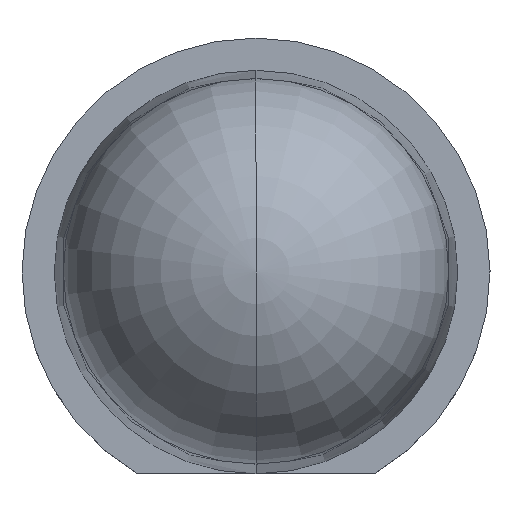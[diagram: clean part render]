
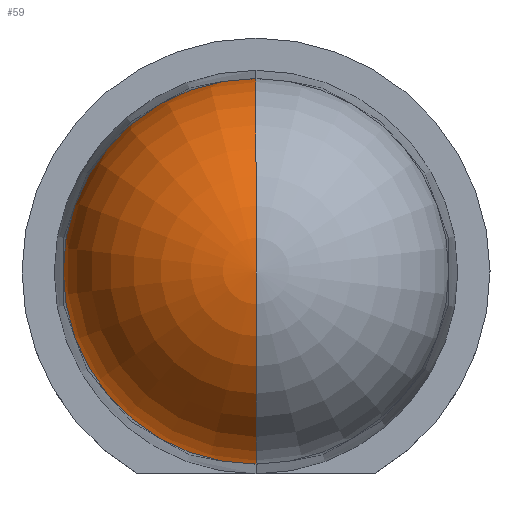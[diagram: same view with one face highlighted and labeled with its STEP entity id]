
A CAD part, top view. The second image highlights one B-rep face of the part: STEP entity #59.
In plain terms, the highlighted toroidal (fillet/blend) face has major radius 0.023 mm and minor radius 2.413 mm.
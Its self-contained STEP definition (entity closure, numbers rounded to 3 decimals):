
#59 = ADVANCED_FACE ( 'NONE', ( #293 ), #987, .T. ) ;
#170 = CARTESIAN_POINT ( 'NONE',  ( 0., -0.023, 6.188 ) ) ;
#173 = VERTEX_POINT ( 'NONE', #912 ) ;
#283 = DIRECTION ( 'NONE',  ( 0., 0., -1. ) ) ;
#291 = EDGE_CURVE ( 'NONE', #173, #339, #989, .T. ) ;
#293 = FACE_OUTER_BOUND ( 'NONE', #873, .T. ) ;
#322 = DIRECTION ( 'NONE',  ( 1., 0., 0. ) ) ;
#339 = VERTEX_POINT ( 'NONE', #512 ) ;
#396 = CIRCLE ( 'NONE', #647, 2.389 ) ;
#430 = ORIENTED_EDGE ( 'NONE', *, *, #291, .F. ) ;
#439 = EDGE_CURVE ( 'NONE', #339, #1078, #396, .T. ) ;
#474 = DIRECTION ( 'NONE',  ( 0., -1., 0. ) ) ;
#504 = AXIS2_PLACEMENT_3D ( 'NONE', #1095, #322, #1012 ) ;
#512 = CARTESIAN_POINT ( 'NONE',  ( 0., -2.389, 6.238 ) ) ;
#520 = ORIENTED_EDGE ( 'NONE', *, *, #439, .F. ) ;
#527 = ORIENTED_EDGE ( 'NONE', *, *, #914, .T. ) ;
#614 = AXIS2_PLACEMENT_3D ( 'NONE', #170, #706, #864 ) ;
#647 = AXIS2_PLACEMENT_3D ( 'NONE', #901, #990, #885 ) ;
#706 = DIRECTION ( 'NONE',  ( -1., 0., 0. ) ) ;
#792 = CARTESIAN_POINT ( 'NONE',  ( 0., 0., 6.188 ) ) ;
#864 = DIRECTION ( 'NONE',  ( 0., -1., 0. ) ) ;
#873 = EDGE_LOOP ( 'NONE', ( #430, #527, #520 ) ) ;
#885 = DIRECTION ( 'NONE',  ( 0., -1., 0. ) ) ;
#901 = CARTESIAN_POINT ( 'NONE',  ( 0., 0., 6.238 ) ) ;
#912 = CARTESIAN_POINT ( 'NONE',  ( 0., 0., 8.6 ) ) ;
#914 = EDGE_CURVE ( 'NONE', #173, #1078, #943, .T. ) ;
#943 = CIRCLE ( 'NONE', #614, 2.413 ) ;
#971 = CARTESIAN_POINT ( 'NONE',  ( 0., 2.389, 6.238 ) ) ;
#974 = AXIS2_PLACEMENT_3D ( 'NONE', #792, #283, #474 ) ;
#987 = TOROIDAL_SURFACE ( 'NONE', #974, -0.023, 2.413 ) ;
#989 = CIRCLE ( 'NONE', #504, 2.413 ) ;
#990 = DIRECTION ( 'NONE',  ( 0., 0., -1. ) ) ;
#1012 = DIRECTION ( 'NONE',  ( 0., 0., -1. ) ) ;
#1078 = VERTEX_POINT ( 'NONE', #971 ) ;
#1095 = CARTESIAN_POINT ( 'NONE',  ( 0., 0.023, 6.188 ) ) ;
